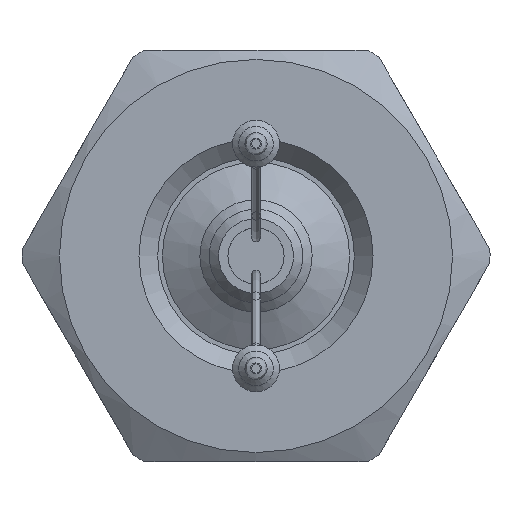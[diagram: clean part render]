
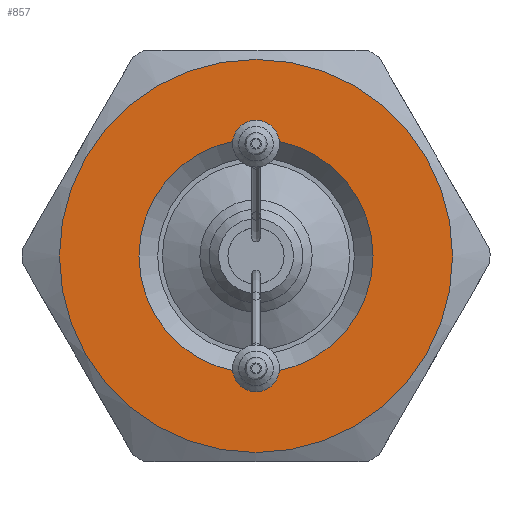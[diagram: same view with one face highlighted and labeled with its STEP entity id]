
A CAD part, left-side view. The second image highlights one B-rep face of the part: STEP entity #857.
In plain terms, the highlighted face is planar.
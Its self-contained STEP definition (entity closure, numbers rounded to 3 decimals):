
#857=ADVANCED_FACE('',(#8914,#8916),#8918,.T.);
#8914=FACE_BOUND('',#8915,.T.);
#8915=EDGE_LOOP('',(#9520));
#8916=FACE_BOUND('',#8917,.T.);
#8917=EDGE_LOOP('',(#9521));
#8918=PLANE('',#8919);
#8919=AXIS2_PLACEMENT_3D('',#8920,#8921,#8922);
#8920=CARTESIAN_POINT('',(39.12,0.,0.));
#8921=DIRECTION('',(1.,0.,0.));
#8922=DIRECTION('',(0.,0.,1.));
#9520=ORIENTED_EDGE('',*,*,#10239,.F.);
#9521=ORIENTED_EDGE('',*,*,#10237,.T.);
#10237=EDGE_CURVE('',#10448,#10448,#10449,.T.);
#10239=EDGE_CURVE('',#10452,#10452,#10453,.T.);
#10448=VERTEX_POINT('',#13340);
#10449=CIRCLE('',#13341,6.25);
#10452=VERTEX_POINT('',#13350);
#10453=CIRCLE('',#13351,10.5);
#13340=CARTESIAN_POINT('',(39.12,0.,6.25));
#13341=AXIS2_PLACEMENT_3D('',#13342,#13343,#13344);
#13342=CARTESIAN_POINT('',(39.12,0.,0.));
#13343=DIRECTION('',(-1.,0.,0.));
#13344=DIRECTION('',(0.,0.,1.));
#13350=CARTESIAN_POINT('',(39.12,0.,10.5));
#13351=AXIS2_PLACEMENT_3D('',#13352,#13353,#13354);
#13352=CARTESIAN_POINT('',(39.12,0.,0.));
#13353=DIRECTION('',(-1.,0.,0.));
#13354=DIRECTION('',(0.,0.,1.));
